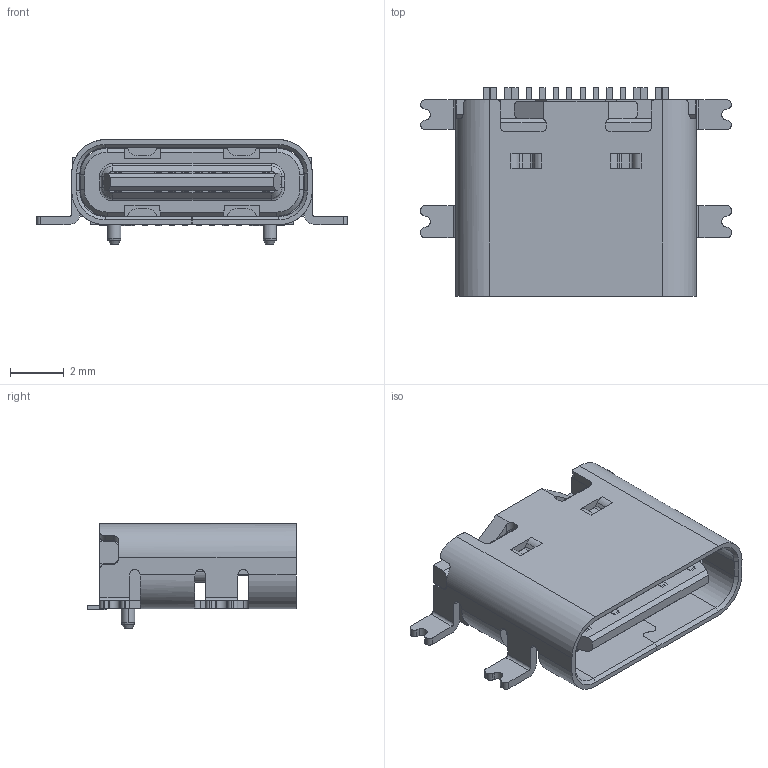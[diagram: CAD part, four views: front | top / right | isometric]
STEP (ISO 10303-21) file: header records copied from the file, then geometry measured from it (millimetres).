
FILE_DESCRIPTION(/* description */ (''),/* implementation_level */ '2;1');
FILE_NAME(/* name */ 'TYPE-C-16P全贴有柱.stp',/* time_stamp */ '2023-03-23T20:23:28+08:00',/* author */ (''),/* organization */ (''),/* preprocessor_version */ 'ST-DEVELOPER v16',/* originating_system */ 'SIEMENS PLM Software NX 10.0',/* authorisation */ '');
FILE_SCHEMA (('AP203_CONFIGURATION_CONTROLLED_3D_DESIGN_OF_MECHANICAL_PARTS_AND_ASSEMBLIES_MIM_LF { 1 0 10303 403 2 1 2}'));
Length unit declared in the file: millimetre
Products named in the file (1): Admi272C1B50z3c7
Bounding box: 11.54 x 7.75 x 3.9 mm (x, y, z)
Volume: 116.2 mm3; surface area: 473.2 mm2
Topology: 1 solids, 1 shells, 603 faces, 1763 edges, 1150 vertices
Faces by surface type: plane 437, cylinder 144, cone 14, torus 4, bspline 4
Entity records: 20219 total; most frequent: CARTESIAN_POINT 3874, ORIENTED_EDGE 3514, DIRECTION 3283, EDGE_CURVE 1757, LINE 1401, VECTOR 1401, VERTEX_POINT 1148, AXIS2_PLACEMENT_3D 941
